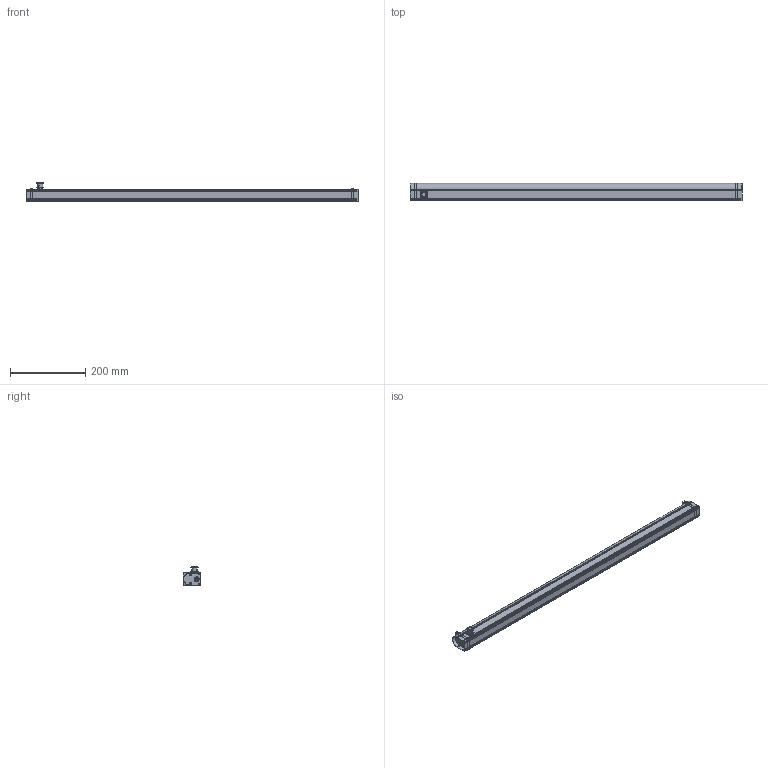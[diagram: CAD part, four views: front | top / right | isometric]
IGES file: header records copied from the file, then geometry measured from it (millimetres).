
Start section:  PTC IGES file: 236797_sm01.igs
Global section: file name: 236797_sm01.igs; native system: Creo Parametric by PTC Inc.; preprocessor: 2022414; author: banengservice; organization: Unknown; date: 20240604.090728; units: millimetre
Bounding box: 884.18 x 47.62 x 49.95 mm (x, y, z)
Volume: 1166106.2 mm3; surface area: 606175.8 mm2
Topology: 3 solids, 4 shells, 1296 faces, 6474 edges, 8059 vertices
Faces by surface type: bspline 764, revolution 524, extrusion 8
